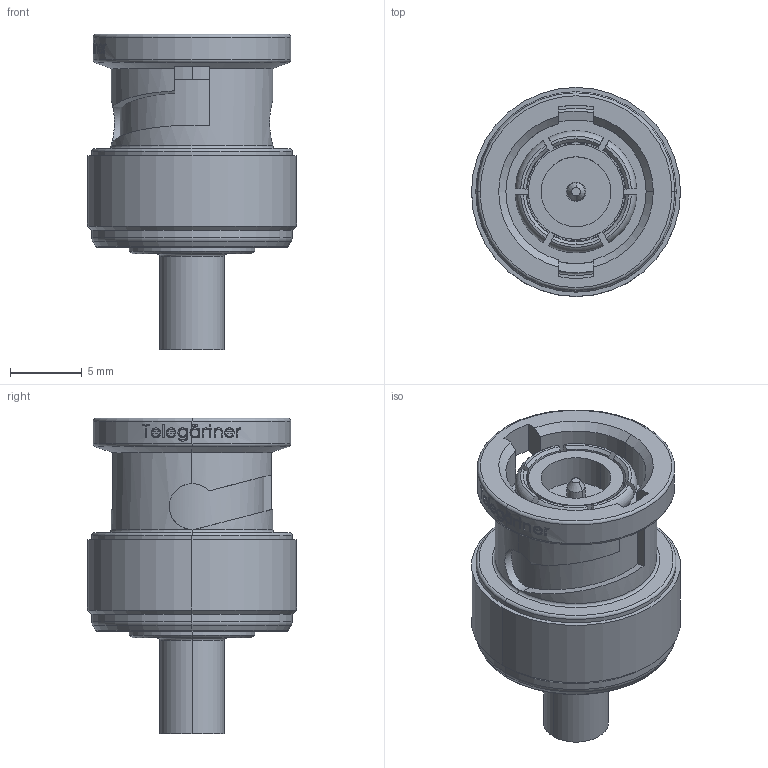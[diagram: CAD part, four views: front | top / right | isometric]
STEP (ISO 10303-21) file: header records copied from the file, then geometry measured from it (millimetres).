
FILE_DESCRIPTION (( 'STEP AP214' ), '1' );
FILE_NAME ('J01000A0027.STEP', '2018-11-19T10:29:40', ( '' ), ( '' ), 'SwSTEP 2.0', 'SolidWorks 2017', '' );
FILE_SCHEMA (( 'AUTOMOTIVE_DESIGN' ));
Length unit declared in the file: millimetre
Products named in the file (1): J01000A0027
Bounding box: 14.6 x 14.6 x 22.05 mm (x, y, z)
Volume: 1894.3 mm3; surface area: 1459 mm2
Topology: 1 solids, 1 shells, 288 faces, 740 edges, 482 vertices
Faces by surface type: plane 100, bspline 78, cylinder 64, cone 26, torus 20
Entity records: 14804 total; most frequent: CARTESIAN_POINT 5216, ORIENTED_EDGE 1480, DIRECTION 1114, EDGE_CURVE 740, VERTEX_POINT 482, AXIS2_PLACEMENT_3D 395, VECTOR 324, LINE 324
